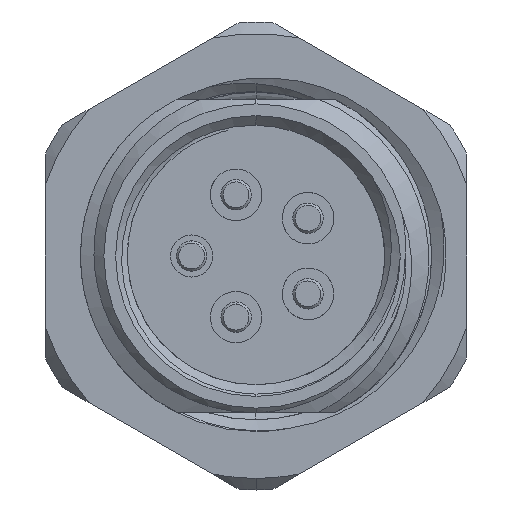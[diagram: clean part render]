
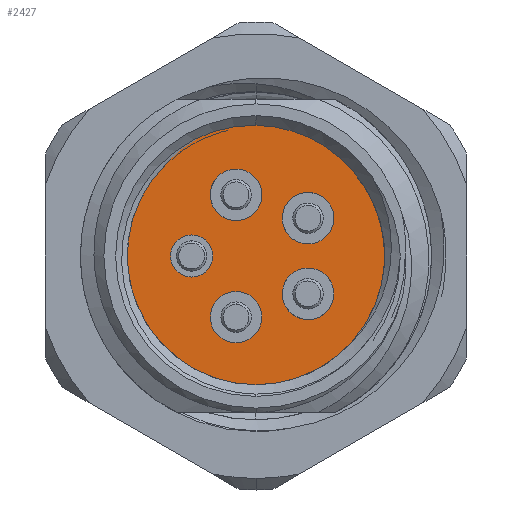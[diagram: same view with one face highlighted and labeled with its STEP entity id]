
A CAD part, left-side view. The second image highlights one B-rep face of the part: STEP entity #2427.
In plain terms, the highlighted face is planar.
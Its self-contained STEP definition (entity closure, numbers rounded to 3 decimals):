
#42 = AXIS2_PLACEMENT_3D ( 'NONE', #2380, #9921, #5062 ) ;
#69 = EDGE_CURVE ( 'NONE', #5126, #11427, #8177, .T. ) ;
#72 = EDGE_LOOP ( 'NONE', ( #1920, #4857 ) ) ;
#124 = DIRECTION ( 'NONE',  ( 0., 0., -1. ) ) ;
#206 = VERTEX_POINT ( 'NONE', #5368 ) ;
#225 = CIRCLE ( 'NONE', #1410, 6. ) ;
#277 = DIRECTION ( 'NONE',  ( 0., 0., -1. ) ) ;
#308 = CIRCLE ( 'NONE', #6813, 0.9 ) ;
#454 = CARTESIAN_POINT ( 'NONE',  ( 9.3, 0.85, -1.515 ) ) ;
#500 = CARTESIAN_POINT ( 'NONE',  ( 9.3, 2.75, 0. ) ) ;
#545 = CARTESIAN_POINT ( 'NONE',  ( 9.3, 0.85, -2.615 ) ) ;
#608 = EDGE_CURVE ( 'NONE', #7575, #7876, #10711, .T. ) ;
#778 = ORIENTED_EDGE ( 'NONE', *, *, #608, .F. ) ;
#831 = AXIS2_PLACEMENT_3D ( 'NONE', #500, #11827, #4278 ) ;
#878 = FACE_OUTER_BOUND ( 'NONE', #72, .T. ) ;
#938 = DIRECTION ( 'NONE',  ( -1., 0., 0. ) ) ;
#939 = CARTESIAN_POINT ( 'NONE',  ( 9.3, 0.85, 1.515 ) ) ;
#1004 = AXIS2_PLACEMENT_3D ( 'NONE', #1317, #6997, #277 ) ;
#1176 = ORIENTED_EDGE ( 'NONE', *, *, #5880, .F. ) ;
#1317 = CARTESIAN_POINT ( 'NONE',  ( 9.3, 0.85, 2.615 ) ) ;
#1410 = AXIS2_PLACEMENT_3D ( 'NONE', #1994, #7740, #5765 ) ;
#1453 = AXIS2_PLACEMENT_3D ( 'NONE', #545, #2458, #3339 ) ;
#1466 = CARTESIAN_POINT ( 'NONE',  ( 9.3, 0., -6. ) ) ;
#1747 = ORIENTED_EDGE ( 'NONE', *, *, #5163, .F. ) ;
#1751 = EDGE_CURVE ( 'NONE', #4692, #3307, #10537, .T. ) ;
#1777 = CIRCLE ( 'NONE', #7906, 1.1 ) ;
#1802 = FACE_BOUND ( 'NONE', #9601, .T. ) ;
#1906 = CARTESIAN_POINT ( 'NONE',  ( 9.3, 0., 0. ) ) ;
#1920 = ORIENTED_EDGE ( 'NONE', *, *, #9373, .T. ) ;
#1994 = CARTESIAN_POINT ( 'NONE',  ( 9.3, 0., 0. ) ) ;
#2282 = DIRECTION ( 'NONE',  ( 1., 0., 0. ) ) ;
#2299 = CARTESIAN_POINT ( 'NONE',  ( 9.3, -2.225, 0.516 ) ) ;
#2380 = CARTESIAN_POINT ( 'NONE',  ( 9.3, 0.85, 2.615 ) ) ;
#2427 = ADVANCED_FACE ( 'NONE', ( #8227, #12021, #5449, #3602, #1802, #878 ), #5631, .F. ) ;
#2458 = DIRECTION ( 'NONE',  ( 1., 0., 0. ) ) ;
#2511 = EDGE_CURVE ( 'NONE', #2622, #9901, #308, .T. ) ;
#2570 = CIRCLE ( 'NONE', #9482, 1.1 ) ;
#2622 = VERTEX_POINT ( 'NONE', #7742 ) ;
#2702 = DIRECTION ( 'NONE',  ( 0., 0., -1. ) ) ;
#2834 = CARTESIAN_POINT ( 'NONE',  ( 9.3, -2.225, -1.616 ) ) ;
#2835 = DIRECTION ( 'NONE',  ( 1., 0., 0. ) ) ;
#2901 = DIRECTION ( 'NONE',  ( 1., 0., 0. ) ) ;
#3069 = AXIS2_PLACEMENT_3D ( 'NONE', #1906, #10006, #10975 ) ;
#3217 = CIRCLE ( 'NONE', #4994, 1.1 ) ;
#3293 = DIRECTION ( 'NONE',  ( 0., 0., -1. ) ) ;
#3307 = VERTEX_POINT ( 'NONE', #1466 ) ;
#3339 = DIRECTION ( 'NONE',  ( 0., 0., -1. ) ) ;
#3602 = FACE_BOUND ( 'NONE', #9348, .T. ) ;
#3825 = CARTESIAN_POINT ( 'NONE',  ( 9.3, -2.225, 1.616 ) ) ;
#3892 = DIRECTION ( 'NONE',  ( 1., 0., 0. ) ) ;
#4066 = AXIS2_PLACEMENT_3D ( 'NONE', #10205, #938, #6554 ) ;
#4095 = VERTEX_POINT ( 'NONE', #9109 ) ;
#4166 = ORIENTED_EDGE ( 'NONE', *, *, #5374, .F. ) ;
#4272 = CARTESIAN_POINT ( 'NONE',  ( 9.3, -2.225, 1.616 ) ) ;
#4278 = DIRECTION ( 'NONE',  ( 0., 0., -1. ) ) ;
#4364 = VERTEX_POINT ( 'NONE', #939 ) ;
#4437 = ORIENTED_EDGE ( 'NONE', *, *, #9153, .F. ) ;
#4594 = CARTESIAN_POINT ( 'NONE',  ( 9.3, 2.75, 0.9 ) ) ;
#4687 = DIRECTION ( 'NONE',  ( 0., 0., -1. ) ) ;
#4692 = VERTEX_POINT ( 'NONE', #9995 ) ;
#4857 = ORIENTED_EDGE ( 'NONE', *, *, #1751, .T. ) ;
#4918 = ORIENTED_EDGE ( 'NONE', *, *, #11410, .F. ) ;
#4994 = AXIS2_PLACEMENT_3D ( 'NONE', #3825, #2835, #2702 ) ;
#5062 = DIRECTION ( 'NONE',  ( 0., 0., -1. ) ) ;
#5126 = VERTEX_POINT ( 'NONE', #9499 ) ;
#5163 = EDGE_CURVE ( 'NONE', #7876, #7575, #11255, .T. ) ;
#5234 = EDGE_CURVE ( 'NONE', #8827, #4364, #11462, .T. ) ;
#5368 = CARTESIAN_POINT ( 'NONE',  ( 9.3, -2.225, -2.716 ) ) ;
#5374 = EDGE_CURVE ( 'NONE', #11427, #5126, #3217, .T. ) ;
#5449 = FACE_BOUND ( 'NONE', #7928, .T. ) ;
#5548 = CARTESIAN_POINT ( 'NONE',  ( 9.3, -2.225, -1.616 ) ) ;
#5631 = PLANE ( 'NONE',  #4066 ) ;
#5765 = DIRECTION ( 'NONE',  ( 0., 0., -1. ) ) ;
#5880 = EDGE_CURVE ( 'NONE', #9901, #2622, #6541, .T. ) ;
#5966 = EDGE_LOOP ( 'NONE', ( #4166, #10403 ) ) ;
#6541 = CIRCLE ( 'NONE', #831, 0.9 ) ;
#6554 = DIRECTION ( 'NONE',  ( 0., 0., 1. ) ) ;
#6594 = CARTESIAN_POINT ( 'NONE',  ( 9.3, 0.85, -2.615 ) ) ;
#6813 = AXIS2_PLACEMENT_3D ( 'NONE', #10447, #7673, #7611 ) ;
#6997 = DIRECTION ( 'NONE',  ( 1., 0., 0. ) ) ;
#7011 = EDGE_LOOP ( 'NONE', ( #8992, #1176 ) ) ;
#7575 = VERTEX_POINT ( 'NONE', #8085 ) ;
#7611 = DIRECTION ( 'NONE',  ( 0., 0., -1. ) ) ;
#7643 = DIRECTION ( 'NONE',  ( 0., 0., -1. ) ) ;
#7673 = DIRECTION ( 'NONE',  ( 1., 0., 0. ) ) ;
#7740 = DIRECTION ( 'NONE',  ( 1., 0., 0. ) ) ;
#7742 = CARTESIAN_POINT ( 'NONE',  ( 9.3, 2.75, -0.9 ) ) ;
#7876 = VERTEX_POINT ( 'NONE', #454 ) ;
#7906 = AXIS2_PLACEMENT_3D ( 'NONE', #2834, #2901, #7643 ) ;
#7928 = EDGE_LOOP ( 'NONE', ( #4437, #9988 ) ) ;
#8085 = CARTESIAN_POINT ( 'NONE',  ( 9.3, 0.85, -3.715 ) ) ;
#8177 = CIRCLE ( 'NONE', #9366, 1.1 ) ;
#8227 = FACE_BOUND ( 'NONE', #7011, .T. ) ;
#8827 = VERTEX_POINT ( 'NONE', #11812 ) ;
#8889 = EDGE_CURVE ( 'NONE', #4095, #206, #1777, .T. ) ;
#8992 = ORIENTED_EDGE ( 'NONE', *, *, #2511, .F. ) ;
#9109 = CARTESIAN_POINT ( 'NONE',  ( 9.3, -2.225, -0.516 ) ) ;
#9153 = EDGE_CURVE ( 'NONE', #206, #4095, #2570, .T. ) ;
#9348 = EDGE_LOOP ( 'NONE', ( #778, #1747 ) ) ;
#9366 = AXIS2_PLACEMENT_3D ( 'NONE', #4272, #2282, #3293 ) ;
#9373 = EDGE_CURVE ( 'NONE', #3307, #4692, #225, .T. ) ;
#9482 = AXIS2_PLACEMENT_3D ( 'NONE', #5548, #12122, #124 ) ;
#9499 = CARTESIAN_POINT ( 'NONE',  ( 9.3, -2.225, 2.716 ) ) ;
#9601 = EDGE_LOOP ( 'NONE', ( #4918, #12137 ) ) ;
#9901 = VERTEX_POINT ( 'NONE', #4594 ) ;
#9921 = DIRECTION ( 'NONE',  ( 1., 0., 0. ) ) ;
#9988 = ORIENTED_EDGE ( 'NONE', *, *, #8889, .F. ) ;
#9995 = CARTESIAN_POINT ( 'NONE',  ( 9.3, 0., 6. ) ) ;
#10006 = DIRECTION ( 'NONE',  ( 1., 0., 0. ) ) ;
#10205 = CARTESIAN_POINT ( 'NONE',  ( 9.3, 4.55, 0. ) ) ;
#10403 = ORIENTED_EDGE ( 'NONE', *, *, #69, .F. ) ;
#10447 = CARTESIAN_POINT ( 'NONE',  ( 9.3, 2.75, 0. ) ) ;
#10537 = CIRCLE ( 'NONE', #3069, 6. ) ;
#10662 = CIRCLE ( 'NONE', #1004, 1.1 ) ;
#10672 = AXIS2_PLACEMENT_3D ( 'NONE', #6594, #3892, #4687 ) ;
#10711 = CIRCLE ( 'NONE', #1453, 1.1 ) ;
#10975 = DIRECTION ( 'NONE',  ( 0., 0., -1. ) ) ;
#11255 = CIRCLE ( 'NONE', #10672, 1.1 ) ;
#11410 = EDGE_CURVE ( 'NONE', #4364, #8827, #10662, .T. ) ;
#11427 = VERTEX_POINT ( 'NONE', #2299 ) ;
#11462 = CIRCLE ( 'NONE', #42, 1.1 ) ;
#11812 = CARTESIAN_POINT ( 'NONE',  ( 9.3, 0.85, 3.715 ) ) ;
#11827 = DIRECTION ( 'NONE',  ( 1., 0., 0. ) ) ;
#12021 = FACE_BOUND ( 'NONE', #5966, .T. ) ;
#12122 = DIRECTION ( 'NONE',  ( 1., 0., 0. ) ) ;
#12137 = ORIENTED_EDGE ( 'NONE', *, *, #5234, .F. ) ;
